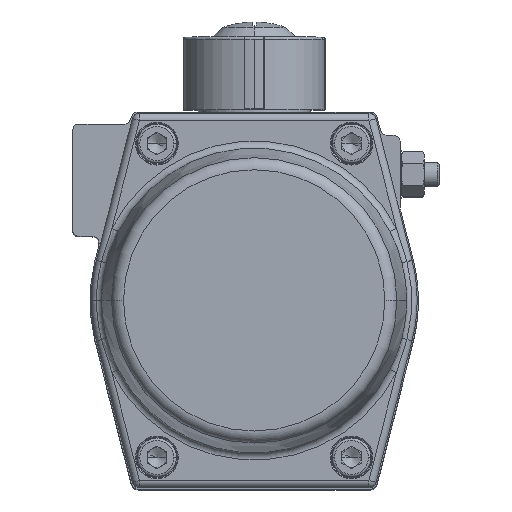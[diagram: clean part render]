
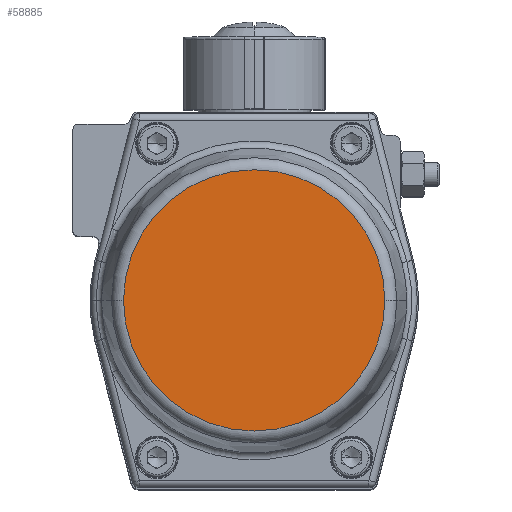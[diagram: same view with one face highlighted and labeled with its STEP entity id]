
A CAD part, top view. The second image highlights one B-rep face of the part: STEP entity #58885.
In plain terms, the highlighted planar face has unit normal (0, 0, 1).
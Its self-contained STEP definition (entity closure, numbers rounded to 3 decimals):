
#3108 = DIRECTION ( 'NONE',  ( 0., 0., -1. ) ) ;
#3704 = CARTESIAN_POINT ( 'NONE',  ( 53.701, 0., 150.5 ) ) ;
#9202 = CARTESIAN_POINT ( 'NONE',  ( 0., 0., 150.5 ) ) ;
#9581 = DIRECTION ( 'NONE',  ( -1., 0., 0. ) ) ;
#16219 = CIRCLE ( 'NONE', #31979, 53.701 ) ;
#20465 = ORIENTED_EDGE ( 'NONE', *, *, #55348, .T. ) ;
#22547 = CARTESIAN_POINT ( 'NONE',  ( 0., 0., 150.5 ) ) ;
#31941 = EDGE_LOOP ( 'NONE', ( #20465, #64732 ) ) ;
#31979 = AXIS2_PLACEMENT_3D ( 'NONE', #39025, #58313, #71354 ) ;
#33602 = VERTEX_POINT ( 'NONE', #3704 ) ;
#35843 = AXIS2_PLACEMENT_3D ( 'NONE', #9202, #67043, #48320 ) ;
#39025 = CARTESIAN_POINT ( 'NONE',  ( 0., 0., 150.5 ) ) ;
#39707 = VERTEX_POINT ( 'NONE', #69280 ) ;
#44338 = EDGE_CURVE ( 'NONE', #39707, #33602, #16219, .T. ) ;
#48320 = DIRECTION ( 'NONE',  ( 1., 0., 0. ) ) ;
#55348 = EDGE_CURVE ( 'NONE', #33602, #39707, #83094, .T. ) ;
#58313 = DIRECTION ( 'NONE',  ( 0., 0., 1. ) ) ;
#58885 = ADVANCED_FACE ( 'NONE', ( #62596 ), #73910, .F. ) ;
#62596 = FACE_OUTER_BOUND ( 'NONE', #31941, .T. ) ;
#64732 = ORIENTED_EDGE ( 'NONE', *, *, #44338, .T. ) ;
#67043 = DIRECTION ( 'NONE',  ( 0., 0., 1. ) ) ;
#69280 = CARTESIAN_POINT ( 'NONE',  ( -53.701, 0., 150.5 ) ) ;
#69714 = AXIS2_PLACEMENT_3D ( 'NONE', #22547, #3108, #9581 ) ;
#71354 = DIRECTION ( 'NONE',  ( 1., 0., 0. ) ) ;
#73910 = PLANE ( 'NONE',  #69714 ) ;
#83094 = CIRCLE ( 'NONE', #35843, 53.701 ) ;
